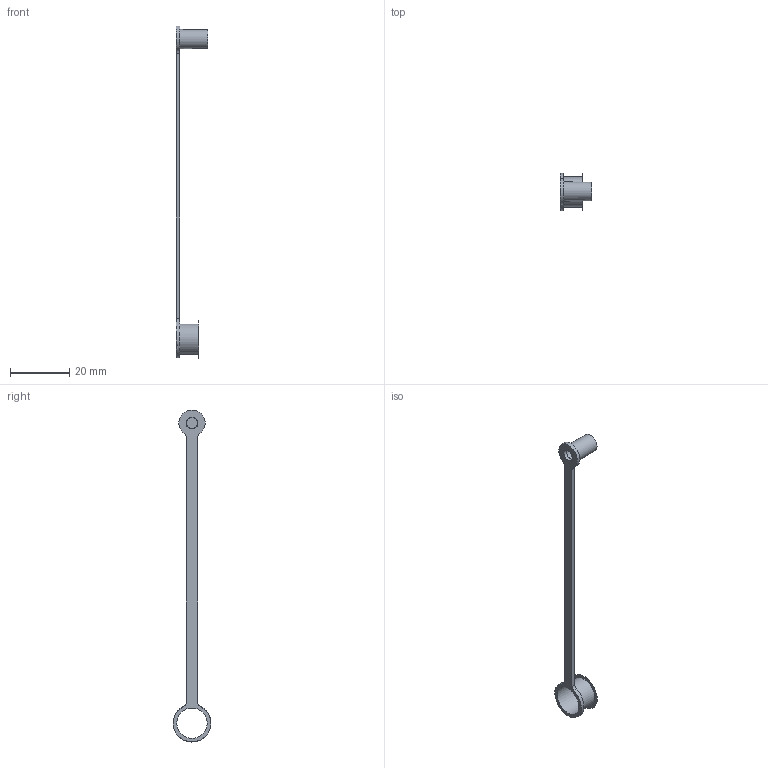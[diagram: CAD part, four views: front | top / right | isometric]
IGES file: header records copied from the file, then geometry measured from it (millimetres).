
Start section: SolidWorks IGES file using analytic representation for surfaces
Global section: file name: E-F-240156.IGS; native system: SolidWorks 2022; preprocessor: SolidWorks 2022; author: WTsang; date: 250203.074738; units: inch
Bounding box: 10.79 x 12.7 x 112.38 mm (x, y, z)
Surface area: 1761 mm2 (no closed solid volume)
Topology: 0 solids, 1 shells, 18 faces, 73 edges, 67 vertices
Faces by surface type: revolution 11, bspline 7
